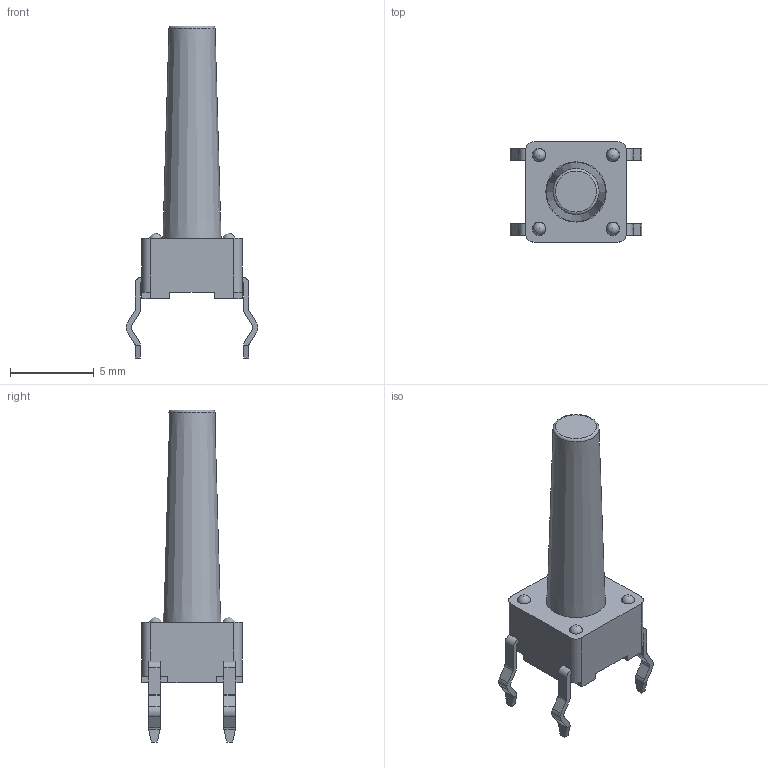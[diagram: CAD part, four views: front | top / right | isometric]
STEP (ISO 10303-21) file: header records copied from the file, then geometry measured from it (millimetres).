
FILE_DESCRIPTION(('FreeCAD Model'),'2;1');
FILE_NAME('PE-Switch Secure3D_MODELS_STP_FORMATTL1105YFxxxx.stp.step','2019-06-07T14:07:59',( 'kicad StepUp'),('ksu MCAD'),'Open CASCADE STEP processor 7.2', 'FreeCAD','Unknown');
FILE_SCHEMA(('AUTOMOTIVE_DESIGN { 1 0 10303 214 1 1 1 1 }'));
Length unit declared in the file: millimetre
Products named in the file (1): TL1105YFxxxx.stp
Bounding box: 7.89 x 6 x 19.85 mm (x, y, z)
Volume: 196.2 mm3; surface area: 473.7 mm2
Topology: 1 solids, 2 shells, 231 faces, 610 edges, 398 vertices
Faces by surface type: plane 149, cylinder 71, sphere 6, cone 2, bspline 2, torus 1
Full cylindrical faces by diameter (mm): 0.75 x4, 0.8 x4, 1 x1, 3.6 x1, 5 x1
Entity records: 7235 total; most frequent: CARTESIAN_POINT 1465, ORIENTED_EDGE 1210, DIRECTION 1168, EDGE_CURVE 605, LINE 422, VECTOR 422, VERTEX_POINT 398, AXIS2_PLACEMENT_3D 373
